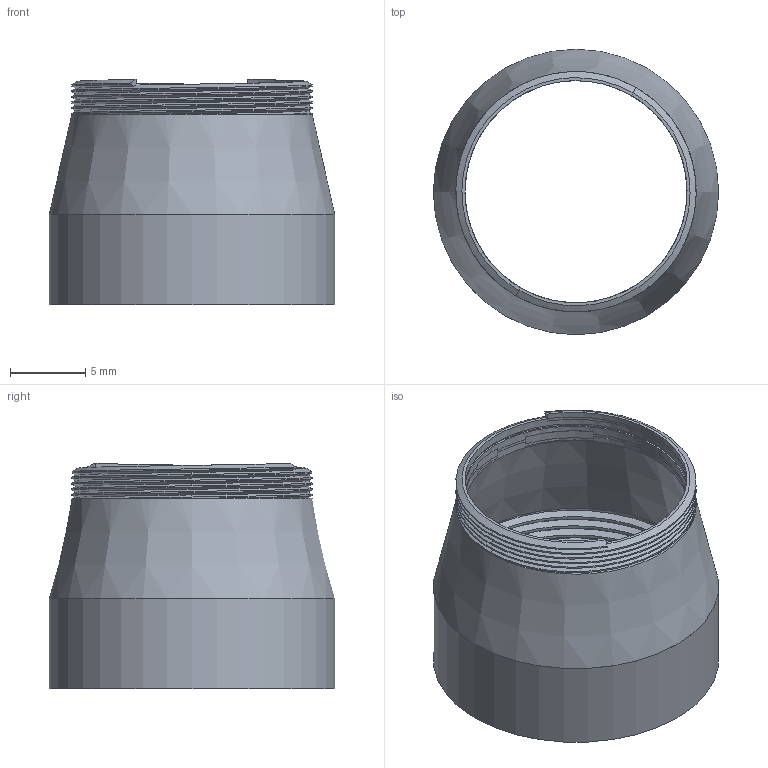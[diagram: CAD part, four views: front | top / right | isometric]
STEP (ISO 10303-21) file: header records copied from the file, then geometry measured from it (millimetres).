
FILE_DESCRIPTION(('Open CASCADE Model'),'2;1');
FILE_NAME('eyepiece','2025-05-08T00:15:10',('Author'),('Open CASCADE'), 'Open CASCADE STEP processor 7.8','build123d','Unknown');
FILE_SCHEMA(('AUTOMOTIVE_DESIGN { 1 0 10303 214 1 1 1 1 }'));
Length unit declared in the file: millimetre
Products named in the file (4): eyepiece; ASSEMBLY; SOLID
Assembly tree (3 placements, depth 3):
  eyepiece
    ASSEMBLY
      SOLID
    SOLID
Bounding box: 19 x 19 x 14.99 mm (x, y, z)
Volume: 466.3 mm3; surface area: 2033.7 mm2
Topology: 2 solids, 2 shells, 226 faces, 603 edges, 379 vertices
Faces by surface type: bspline 181, plane 30, cylinder 13, cone 2
Full cylindrical faces by diameter (mm): 18 x7, 19 x1
Entity records: 31660 total; most frequent: CARTESIAN_POINT 22710, ORIENTED_EDGE 1250, PCURVE 1206, DEFINITIONAL_REPRESENTATION 1206, B_SPLINE_CURVE_WITH_KNOTS 1085, DIRECTION 680, EDGE_CURVE 603, SURFACE_CURVE 599
